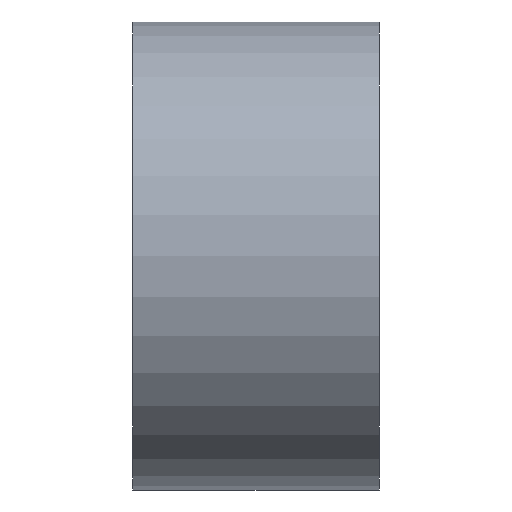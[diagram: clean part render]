
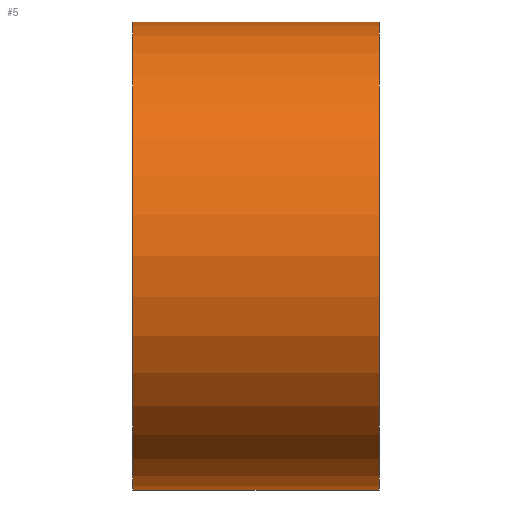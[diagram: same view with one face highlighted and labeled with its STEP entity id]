
A CAD part, left-side view. The second image highlights one B-rep face of the part: STEP entity #5.
In plain terms, the highlighted cylindrical face has radius 9.5 mm (diameter 19 mm), a partial arc.
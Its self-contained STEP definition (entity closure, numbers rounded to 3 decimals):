
#5 = ADVANCED_FACE ( 'NONE', ( #249 ), #236, .T. ) ;
#23 = EDGE_CURVE ( 'NONE', #113, #95, #160, .T. ) ;
#29 = EDGE_CURVE ( 'NONE', #113, #103, #163, .T. ) ;
#37 = AXIS2_PLACEMENT_3D ( 'NONE', #65, #116, #131 ) ;
#42 = AXIS2_PLACEMENT_3D ( 'NONE', #87, #129, #127 ) ;
#44 = EDGE_CURVE ( 'NONE', #95, #105, #159, .T. ) ;
#45 = AXIS2_PLACEMENT_3D ( 'NONE', #79, #66, #90 ) ;
#48 = EDGE_CURVE ( 'NONE', #103, #105, #178, .T. ) ;
#62 = CARTESIAN_POINT ( 'NONE',  ( 0., 10., -9.5 ) ) ;
#65 = CARTESIAN_POINT ( 'NONE',  ( 0., 10., 0. ) ) ;
#66 = DIRECTION ( 'NONE',  ( 0., -1., 0. ) ) ;
#67 = CARTESIAN_POINT ( 'NONE',  ( 0., 10., 9.5 ) ) ;
#79 = CARTESIAN_POINT ( 'NONE',  ( 0., 10., 0. ) ) ;
#87 = CARTESIAN_POINT ( 'NONE',  ( 0., 0., 0. ) ) ;
#90 = DIRECTION ( 'NONE',  ( 0., 0., -1. ) ) ;
#95 = VERTEX_POINT ( 'NONE', #67 ) ;
#96 = CARTESIAN_POINT ( 'NONE',  ( 0., 0., 9.5 ) ) ;
#101 = CARTESIAN_POINT ( 'NONE',  ( 0., 10., 9.5 ) ) ;
#103 = VERTEX_POINT ( 'NONE', #107 ) ;
#105 = VERTEX_POINT ( 'NONE', #96 ) ;
#106 = CARTESIAN_POINT ( 'NONE',  ( 0., 10., -9.5 ) ) ;
#107 = CARTESIAN_POINT ( 'NONE',  ( 0., 0., -9.5 ) ) ;
#113 = VERTEX_POINT ( 'NONE', #106 ) ;
#116 = DIRECTION ( 'NONE',  ( 0., 1., 0. ) ) ;
#127 = DIRECTION ( 'NONE',  ( 0., 0., 1. ) ) ;
#129 = DIRECTION ( 'NONE',  ( 0., 1., 0. ) ) ;
#131 = DIRECTION ( 'NONE',  ( 0., 0., 1. ) ) ;
#137 = DIRECTION ( 'NONE',  ( 0., -1., 0. ) ) ;
#141 = DIRECTION ( 'NONE',  ( 0., -1., 0. ) ) ;
#153 = ORIENTED_EDGE ( 'NONE', *, *, #44, .F. ) ;
#159 = LINE ( 'NONE', #101, #170 ) ;
#160 = CIRCLE ( 'NONE', #37, 9.5 ) ;
#163 = LINE ( 'NONE', #62, #175 ) ;
#170 = VECTOR ( 'NONE', #141, 1000. ) ;
#175 = VECTOR ( 'NONE', #137, 1000. ) ;
#178 = CIRCLE ( 'NONE', #42, 9.5 ) ;
#219 = ORIENTED_EDGE ( 'NONE', *, *, #23, .F. ) ;
#221 = ORIENTED_EDGE ( 'NONE', *, *, #48, .T. ) ;
#232 = ORIENTED_EDGE ( 'NONE', *, *, #29, .T. ) ;
#236 = CYLINDRICAL_SURFACE ( 'NONE', #45, 9.5 ) ;
#247 = EDGE_LOOP ( 'NONE', ( #153, #219, #232, #221 ) ) ;
#249 = FACE_OUTER_BOUND ( 'NONE', #247, .T. ) ;
